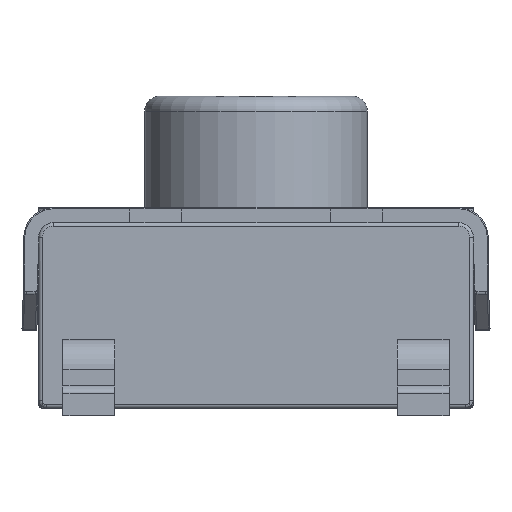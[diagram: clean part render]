
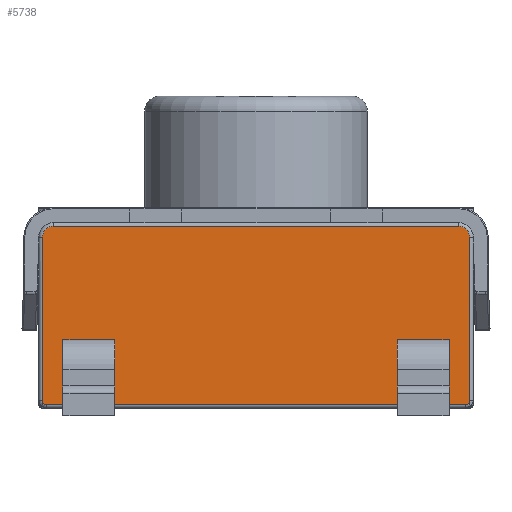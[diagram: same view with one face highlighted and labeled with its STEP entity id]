
A CAD part, left-side view. The second image highlights one B-rep face of the part: STEP entity #5738.
In plain terms, the highlighted planar face has unit normal (-1, 0, 0).
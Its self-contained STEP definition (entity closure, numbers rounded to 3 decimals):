
#71=FACE_BOUND('',#1593,.T.);
#72=FACE_BOUND('',#1594,.T.);
#212=LINE('',#13402,#601);
#214=LINE('',#13408,#603);
#218=LINE('',#13422,#607);
#221=LINE('',#13433,#610);
#245=LINE('',#13500,#634);
#246=LINE('',#13502,#635);
#247=LINE('',#13504,#636);
#248=LINE('',#13505,#637);
#249=LINE('',#13508,#638);
#250=LINE('',#13510,#639);
#251=LINE('',#13512,#640);
#252=LINE('',#13513,#641);
#601=VECTOR('',#6957,10.);
#603=VECTOR('',#6963,10.);
#607=VECTOR('',#6979,10.);
#610=VECTOR('',#6992,10.);
#634=VECTOR('',#7056,10.);
#635=VECTOR('',#7057,10.);
#636=VECTOR('',#7058,10.);
#637=VECTOR('',#7059,10.);
#638=VECTOR('',#7060,10.);
#639=VECTOR('',#7061,10.);
#640=VECTOR('',#7062,10.);
#641=VECTOR('',#7063,10.);
#964=PLANE('',#6190);
#1244=FACE_OUTER_BOUND('',#1592,.T.);
#1592=EDGE_LOOP('',(#4258,#4259,#4260,#4261,#4262,#4263,#4264,#4265,#4266,
#4267));
#1593=EDGE_LOOP('',(#4268,#4269,#4270,#4271));
#1594=EDGE_LOOP('',(#4272,#4273,#4274,#4275));
#1942=CIRCLE('',#6099,0.05);
#1945=CIRCLE('',#6102,0.05);
#1948=CIRCLE('',#6105,0.05);
#1951=CIRCLE('',#6108,0.05);
#1993=CIRCLE('',#6163,0.15);
#1997=CIRCLE('',#6169,0.15);
#2463=VERTEX_POINT('',#12348);
#2464=VERTEX_POINT('',#12355);
#2466=VERTEX_POINT('',#12401);
#2471=VERTEX_POINT('',#12494);
#2472=VERTEX_POINT('',#12501);
#2474=VERTEX_POINT('',#12547);
#2541=VERTEX_POINT('',#13404);
#2543=VERTEX_POINT('',#13410);
#2545=VERTEX_POINT('',#13416);
#2547=VERTEX_POINT('',#13424);
#2571=VERTEX_POINT('',#13498);
#2572=VERTEX_POINT('',#13499);
#2573=VERTEX_POINT('',#13501);
#2574=VERTEX_POINT('',#13503);
#2575=VERTEX_POINT('',#13506);
#2576=VERTEX_POINT('',#13507);
#2577=VERTEX_POINT('',#13509);
#2578=VERTEX_POINT('',#13511);
#3074=EDGE_CURVE('',#2463,#2464,#1942,.T.);
#3078=EDGE_CURVE('',#2466,#2463,#1945,.T.);
#3084=EDGE_CURVE('',#2471,#2472,#1948,.T.);
#3088=EDGE_CURVE('',#2474,#2471,#1951,.T.);
#3177=EDGE_CURVE('',#2472,#2466,#212,.T.);
#3180=EDGE_CURVE('',#2464,#2541,#214,.T.);
#3183=EDGE_CURVE('',#2541,#2543,#1993,.T.);
#3188=EDGE_CURVE('',#2543,#2545,#218,.T.);
#3191=EDGE_CURVE('',#2545,#2547,#1997,.T.);
#3194=EDGE_CURVE('',#2547,#2474,#221,.T.);
#3228=EDGE_CURVE('',#2571,#2572,#245,.T.);
#3229=EDGE_CURVE('',#2572,#2573,#246,.T.);
#3230=EDGE_CURVE('',#2573,#2574,#247,.T.);
#3231=EDGE_CURVE('',#2574,#2571,#248,.T.);
#3232=EDGE_CURVE('',#2575,#2576,#249,.T.);
#3233=EDGE_CURVE('',#2576,#2577,#250,.T.);
#3234=EDGE_CURVE('',#2577,#2578,#251,.T.);
#3235=EDGE_CURVE('',#2578,#2575,#252,.T.);
#4258=ORIENTED_EDGE('',*,*,#3078,.F.);
#4259=ORIENTED_EDGE('',*,*,#3177,.F.);
#4260=ORIENTED_EDGE('',*,*,#3084,.F.);
#4261=ORIENTED_EDGE('',*,*,#3088,.F.);
#4262=ORIENTED_EDGE('',*,*,#3194,.F.);
#4263=ORIENTED_EDGE('',*,*,#3191,.F.);
#4264=ORIENTED_EDGE('',*,*,#3188,.F.);
#4265=ORIENTED_EDGE('',*,*,#3183,.F.);
#4266=ORIENTED_EDGE('',*,*,#3180,.F.);
#4267=ORIENTED_EDGE('',*,*,#3074,.F.);
#4268=ORIENTED_EDGE('',*,*,#3228,.T.);
#4269=ORIENTED_EDGE('',*,*,#3229,.T.);
#4270=ORIENTED_EDGE('',*,*,#3230,.T.);
#4271=ORIENTED_EDGE('',*,*,#3231,.T.);
#4272=ORIENTED_EDGE('',*,*,#3232,.T.);
#4273=ORIENTED_EDGE('',*,*,#3233,.T.);
#4274=ORIENTED_EDGE('',*,*,#3234,.T.);
#4275=ORIENTED_EDGE('',*,*,#3235,.T.);
#5738=ADVANCED_FACE('',(#1244,#71,#72),#964,.F.);
#6099=AXIS2_PLACEMENT_3D('',#12356,#6804,#6805);
#6102=AXIS2_PLACEMENT_3D('',#12403,#6810,#6811);
#6105=AXIS2_PLACEMENT_3D('',#12502,#6816,#6817);
#6108=AXIS2_PLACEMENT_3D('',#12549,#6822,#6823);
#6163=AXIS2_PLACEMENT_3D('',#13414,#6970,#6971);
#6169=AXIS2_PLACEMENT_3D('',#13428,#6986,#6987);
#6190=AXIS2_PLACEMENT_3D('',#13497,#7054,#7055);
#6804=DIRECTION('center_axis',(1.,0.,0.));
#6805=DIRECTION('ref_axis',(0.,0.707,-0.707));
#6810=DIRECTION('center_axis',(1.,0.,0.));
#6811=DIRECTION('ref_axis',(0.,0.707,-0.707));
#6816=DIRECTION('center_axis',(1.,0.,0.));
#6817=DIRECTION('ref_axis',(0.,-0.707,-0.707));
#6822=DIRECTION('center_axis',(1.,0.,0.));
#6823=DIRECTION('ref_axis',(0.,-0.707,-0.707));
#6957=DIRECTION('',(0.,1.,0.));
#6963=DIRECTION('',(0.,0.,1.));
#6970=DIRECTION('center_axis',(1.,0.,0.));
#6971=DIRECTION('ref_axis',(0.,0.707,0.707));
#6979=DIRECTION('',(0.,-1.,0.));
#6986=DIRECTION('center_axis',(1.,0.,0.));
#6987=DIRECTION('ref_axis',(0.,-0.707,0.707));
#6992=DIRECTION('',(0.,0.,-1.));
#7054=DIRECTION('center_axis',(1.,0.,0.));
#7055=DIRECTION('ref_axis',(0.,0.,-1.));
#7056=DIRECTION('',(0.,0.,-1.));
#7057=DIRECTION('',(0.,1.,0.));
#7058=DIRECTION('',(0.,0.,1.));
#7059=DIRECTION('',(0.,-1.,0.));
#7060=DIRECTION('',(0.,0.,1.));
#7061=DIRECTION('',(0.,-1.,0.));
#7062=DIRECTION('',(0.,0.,-1.));
#7063=DIRECTION('',(0.,1.,0.));
#12348=CARTESIAN_POINT('',(-2.953,2.862,0.065));
#12355=CARTESIAN_POINT('',(-2.953,2.877,0.1));
#12356=CARTESIAN_POINT('Origin',(-2.953,2.827,0.1));
#12401=CARTESIAN_POINT('',(-2.953,2.827,0.05));
#12403=CARTESIAN_POINT('Origin',(-2.953,2.827,0.1));
#12494=CARTESIAN_POINT('',(-2.953,-2.862,0.065));
#12501=CARTESIAN_POINT('',(-2.953,-2.827,0.05));
#12502=CARTESIAN_POINT('Origin',(-2.953,-2.827,0.1));
#12547=CARTESIAN_POINT('',(-2.953,-2.877,0.1));
#12549=CARTESIAN_POINT('Origin',(-2.953,-2.827,0.1));
#13402=CARTESIAN_POINT('',(-2.953,-1.463,0.05));
#13404=CARTESIAN_POINT('',(-2.953,2.877,2.3));
#13408=CARTESIAN_POINT('',(-2.953,2.877,1.25));
#13410=CARTESIAN_POINT('',(-2.953,2.727,2.45));
#13414=CARTESIAN_POINT('Origin',(-2.953,2.727,2.3));
#13416=CARTESIAN_POINT('',(-2.953,-2.727,2.45));
#13422=CARTESIAN_POINT('',(-2.953,-1.463,2.45));
#13424=CARTESIAN_POINT('',(-2.953,-2.877,2.3));
#13428=CARTESIAN_POINT('Origin',(-2.953,-2.727,2.3));
#13433=CARTESIAN_POINT('',(-2.953,-2.877,1.25));
#13497=CARTESIAN_POINT('Origin',(-2.953,-2.927,2.5));
#13498=CARTESIAN_POINT('',(-2.953,1.9,0.925));
#13499=CARTESIAN_POINT('',(-2.953,1.9,0.625));
#13500=CARTESIAN_POINT('',(-2.953,1.9,1.456));
#13501=CARTESIAN_POINT('',(-2.953,2.6,0.625));
#13502=CARTESIAN_POINT('',(-2.953,-0.338,0.625));
#13503=CARTESIAN_POINT('',(-2.953,2.6,0.925));
#13504=CARTESIAN_POINT('',(-2.953,2.6,1.456));
#13505=CARTESIAN_POINT('',(-2.953,-0.338,0.925));
#13506=CARTESIAN_POINT('',(-2.953,-1.9,0.625));
#13507=CARTESIAN_POINT('',(-2.953,-1.9,0.925));
#13508=CARTESIAN_POINT('',(-2.953,-1.9,1.456));
#13509=CARTESIAN_POINT('',(-2.953,-2.6,0.925));
#13510=CARTESIAN_POINT('',(-2.953,-2.588,0.925));
#13511=CARTESIAN_POINT('',(-2.953,-2.6,0.625));
#13512=CARTESIAN_POINT('',(-2.953,-2.6,1.456));
#13513=CARTESIAN_POINT('',(-2.953,-2.588,0.625));
